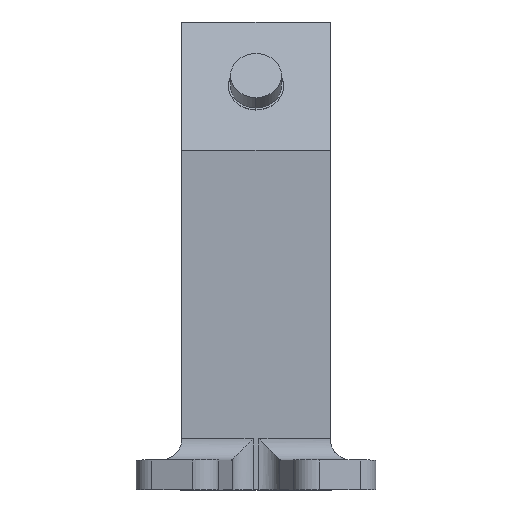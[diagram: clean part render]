
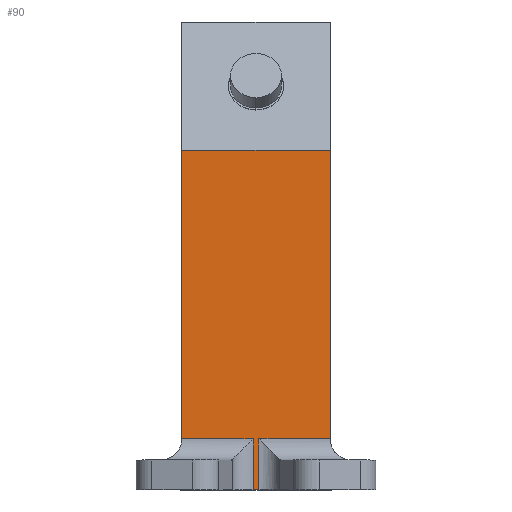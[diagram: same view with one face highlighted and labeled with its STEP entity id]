
A CAD part, top view. The second image highlights one B-rep face of the part: STEP entity #90.
In plain terms, the highlighted planar face has unit normal (0, 0, 1).
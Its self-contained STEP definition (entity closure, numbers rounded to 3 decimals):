
#22 = LINE ( 'NONE', #119, #1272 ) ;
#42 = VERTEX_POINT ( 'NONE', #1262 ) ;
#82 = DIRECTION ( 'NONE',  ( 0., 0., -1. ) ) ;
#90 = ADVANCED_FACE ( 'NONE', ( #1250 ), #1148, .F. ) ;
#91 = VECTOR ( 'NONE', #850, 1000. ) ;
#95 = CARTESIAN_POINT ( 'NONE',  ( 16.8, 0., 0. ) ) ;
#100 = EDGE_CURVE ( 'NONE', #640, #747, #487, .T. ) ;
#117 = ORIENTED_EDGE ( 'NONE', *, *, #1103, .F. ) ;
#119 = CARTESIAN_POINT ( 'NONE',  ( 35., 12., 0. ) ) ;
#142 = CARTESIAN_POINT ( 'NONE',  ( 35., 12., 0. ) ) ;
#147 = VERTEX_POINT ( 'NONE', #836 ) ;
#164 = VERTEX_POINT ( 'NONE', #650 ) ;
#177 = CARTESIAN_POINT ( 'NONE',  ( 35., 0., 0. ) ) ;
#187 = CARTESIAN_POINT ( 'NONE',  ( 35., 0., 0. ) ) ;
#224 = AXIS2_PLACEMENT_3D ( 'NONE', #177, #82, #948 ) ;
#256 = VECTOR ( 'NONE', #998, 1000. ) ;
#284 = EDGE_CURVE ( 'NONE', #164, #786, #658, .T. ) ;
#301 = VECTOR ( 'NONE', #358, 1000. ) ;
#358 = DIRECTION ( 'NONE',  ( -1., 0., 0. ) ) ;
#369 = VECTOR ( 'NONE', #1053, 1000. ) ;
#384 = CARTESIAN_POINT ( 'NONE',  ( 0., 0., 0. ) ) ;
#416 = EDGE_CURVE ( 'NONE', #640, #1200, #1206, .T. ) ;
#418 = LINE ( 'NONE', #1400, #1269 ) ;
#451 = DIRECTION ( 'NONE',  ( 1., 0., 0. ) ) ;
#487 = LINE ( 'NONE', #187, #1064 ) ;
#520 = CARTESIAN_POINT ( 'NONE',  ( 35., 0., 0. ) ) ;
#532 = LINE ( 'NONE', #520, #91 ) ;
#538 = DIRECTION ( 'NONE',  ( 1., 0., 0. ) ) ;
#544 = CARTESIAN_POINT ( 'NONE',  ( 18.2, 0., 0. ) ) ;
#596 = ORIENTED_EDGE ( 'NONE', *, *, #607, .T. ) ;
#607 = EDGE_CURVE ( 'NONE', #611, #164, #418, .T. ) ;
#611 = VERTEX_POINT ( 'NONE', #630 ) ;
#630 = CARTESIAN_POINT ( 'NONE',  ( 0., 12., 0. ) ) ;
#640 = VERTEX_POINT ( 'NONE', #1296 ) ;
#644 = ORIENTED_EDGE ( 'NONE', *, *, #1195, .T. ) ;
#650 = CARTESIAN_POINT ( 'NONE',  ( 16.8, 12., 0. ) ) ;
#658 = LINE ( 'NONE', #95, #748 ) ;
#682 = ORIENTED_EDGE ( 'NONE', *, *, #1198, .T. ) ;
#690 = ORIENTED_EDGE ( 'NONE', *, *, #416, .T. ) ;
#747 = VERTEX_POINT ( 'NONE', #142 ) ;
#748 = VECTOR ( 'NONE', #1404, 1000. ) ;
#786 = VERTEX_POINT ( 'NONE', #1309 ) ;
#820 = ORIENTED_EDGE ( 'NONE', *, *, #100, .F. ) ;
#836 = CARTESIAN_POINT ( 'NONE',  ( 18.2, 12., 0. ) ) ;
#850 = DIRECTION ( 'NONE',  ( -1., 0., 0. ) ) ;
#871 = CARTESIAN_POINT ( 'NONE',  ( 0., 80., 0. ) ) ;
#895 = CARTESIAN_POINT ( 'NONE',  ( 35., 80., 0. ) ) ;
#948 = DIRECTION ( 'NONE',  ( -1., 0., 0. ) ) ;
#998 = DIRECTION ( 'NONE',  ( 0., 1., 0. ) ) ;
#1033 = LINE ( 'NONE', #384, #369 ) ;
#1052 = DIRECTION ( 'NONE',  ( 0., -1., 0. ) ) ;
#1053 = DIRECTION ( 'NONE',  ( 0., -1., 0. ) ) ;
#1064 = VECTOR ( 'NONE', #1052, 1000. ) ;
#1103 = EDGE_CURVE ( 'NONE', #42, #786, #532, .T. ) ;
#1126 = ORIENTED_EDGE ( 'NONE', *, *, #1274, .T. ) ;
#1148 = PLANE ( 'NONE',  #224 ) ;
#1150 = EDGE_LOOP ( 'NONE', ( #644, #682, #820, #690, #1126, #596, #1353, #117 ) ) ;
#1195 = EDGE_CURVE ( 'NONE', #42, #147, #1222, .T. ) ;
#1198 = EDGE_CURVE ( 'NONE', #147, #747, #22, .T. ) ;
#1200 = VERTEX_POINT ( 'NONE', #871 ) ;
#1206 = LINE ( 'NONE', #895, #301 ) ;
#1222 = LINE ( 'NONE', #544, #256 ) ;
#1250 = FACE_OUTER_BOUND ( 'NONE', #1150, .T. ) ;
#1262 = CARTESIAN_POINT ( 'NONE',  ( 18.2, 0., 0. ) ) ;
#1269 = VECTOR ( 'NONE', #538, 1000. ) ;
#1272 = VECTOR ( 'NONE', #451, 1000. ) ;
#1274 = EDGE_CURVE ( 'NONE', #1200, #611, #1033, .T. ) ;
#1296 = CARTESIAN_POINT ( 'NONE',  ( 35., 80., 0. ) ) ;
#1309 = CARTESIAN_POINT ( 'NONE',  ( 16.8, 0., 0. ) ) ;
#1353 = ORIENTED_EDGE ( 'NONE', *, *, #284, .T. ) ;
#1400 = CARTESIAN_POINT ( 'NONE',  ( 35., 12., 0. ) ) ;
#1404 = DIRECTION ( 'NONE',  ( 0., -1., 0. ) ) ;
